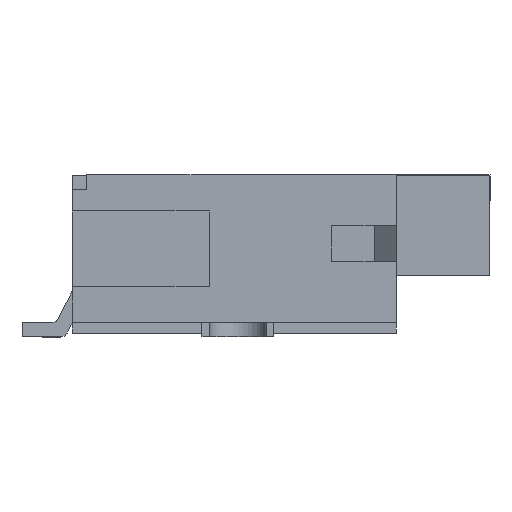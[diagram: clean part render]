
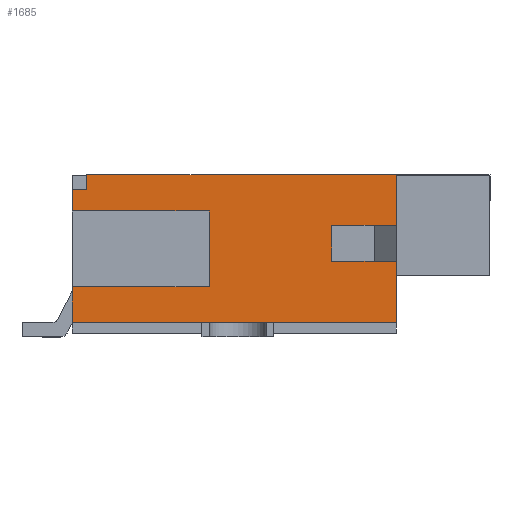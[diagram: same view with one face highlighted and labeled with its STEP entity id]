
A CAD part, left-side view. The second image highlights one B-rep face of the part: STEP entity #1685.
In plain terms, the highlighted planar face has unit normal (-1, 0, 0).
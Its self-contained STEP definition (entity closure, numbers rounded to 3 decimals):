
#1685 = ADVANCED_FACE( '', ( #3198 ), #3199, .T. );
#3198 = FACE_OUTER_BOUND( '', #4661, .T. );
#3199 = PLANE( '', #4662 );
#4661 = EDGE_LOOP( '', ( #9285, #9286, #9287, #9288, #9289, #9290, #9291, #9292, #9293, #9294, #9295, #9296, #9297, #9298 ) );
#4662 = AXIS2_PLACEMENT_3D( '', #9299, #9300, #9301 );
#9285 = ORIENTED_EDGE( '', *, *, #12343, .T. );
#9286 = ORIENTED_EDGE( '', *, *, #11355, .T. );
#9287 = ORIENTED_EDGE( '', *, *, #12243, .T. );
#9288 = ORIENTED_EDGE( '', *, *, #12344, .F. );
#9289 = ORIENTED_EDGE( '', *, *, #11953, .T. );
#9290 = ORIENTED_EDGE( '', *, *, #12314, .T. );
#9291 = ORIENTED_EDGE( '', *, *, #12240, .T. );
#9292 = ORIENTED_EDGE( '', *, *, #10636, .F. );
#9293 = ORIENTED_EDGE( '', *, *, #12345, .T. );
#9294 = ORIENTED_EDGE( '', *, *, #10881, .T. );
#9295 = ORIENTED_EDGE( '', *, *, #12346, .T. );
#9296 = ORIENTED_EDGE( '', *, *, #11636, .T. );
#9297 = ORIENTED_EDGE( '', *, *, #11850, .T. );
#9298 = ORIENTED_EDGE( '', *, *, #10895, .T. );
#9299 = CARTESIAN_POINT( '', ( -9.55, 0., 0. ) );
#9300 = DIRECTION( '', ( -1., 0., 0. ) );
#9301 = DIRECTION( '', ( 0., 0., 1. ) );
#10636 = EDGE_CURVE( '', #13161, #13148, #13163, .T. );
#10881 = EDGE_CURVE( '', #13577, #13575, #13578, .T. );
#10895 = EDGE_CURVE( '', #13598, #13596, #13599, .T. );
#11355 = EDGE_CURVE( '', #14326, #14331, #14333, .T. );
#11636 = EDGE_CURVE( '', #14750, #14748, #14751, .T. );
#11850 = EDGE_CURVE( '', #14748, #13598, #15052, .T. );
#11953 = EDGE_CURVE( '', #15200, #15202, #15204, .T. );
#12240 = EDGE_CURVE( '', #15552, #13148, #15553, .T. );
#12243 = EDGE_CURVE( '', #14331, #15555, #15557, .T. );
#12314 = EDGE_CURVE( '', #15202, #15552, #15636, .T. );
#12343 = EDGE_CURVE( '', #13596, #14326, #15667, .T. );
#12344 = EDGE_CURVE( '', #15200, #15555, #15668, .T. );
#12345 = EDGE_CURVE( '', #13161, #13577, #15669, .T. );
#12346 = EDGE_CURVE( '', #13575, #14750, #15670, .T. );
#13148 = VERTEX_POINT( '', #16718 );
#13161 = VERTEX_POINT( '', #16737 );
#13163 = LINE( '', #16740, #16741 );
#13575 = VERTEX_POINT( '', #17335 );
#13577 = VERTEX_POINT( '', #17338 );
#13578 = LINE( '', #17339, #17340 );
#13596 = VERTEX_POINT( '', #17366 );
#13598 = VERTEX_POINT( '', #17369 );
#13599 = LINE( '', #17370, #17371 );
#14326 = VERTEX_POINT( '', #18443 );
#14331 = VERTEX_POINT( '', #18450 );
#14333 = LINE( '', #18453, #18454 );
#14748 = VERTEX_POINT( '', #19077 );
#14750 = VERTEX_POINT( '', #19080 );
#14751 = LINE( '', #19081, #19082 );
#15052 = LINE( '', #19550, #19551 );
#15200 = VERTEX_POINT( '', #19788 );
#15202 = VERTEX_POINT( '', #19791 );
#15204 = LINE( '', #19794, #19795 );
#15552 = VERTEX_POINT( '', #20343 );
#15553 = LINE( '', #20344, #20345 );
#15555 = VERTEX_POINT( '', #20348 );
#15557 = LINE( '', #20351, #20352 );
#15636 = LINE( '', #20465, #20466 );
#15667 = LINE( '', #20508, #20509 );
#15668 = LINE( '', #20510, #20511 );
#15669 = LINE( '', #20512, #20513 );
#15670 = LINE( '', #20514, #20515 );
#16718 = CARTESIAN_POINT( '', ( -9.55, 2.25, -0.95 ) );
#16737 = CARTESIAN_POINT( '', ( -9.55, -2.25, -0.95 ) );
#16740 = CARTESIAN_POINT( '', ( -9.55, -2.25, -0.95 ) );
#16741 = VECTOR( '', #21188, 1000. );
#17335 = CARTESIAN_POINT( '', ( -9.55, -1.35, -0.1 ) );
#17338 = CARTESIAN_POINT( '', ( -9.55, -2.25, -0.1 ) );
#17339 = CARTESIAN_POINT( '', ( -9.55, -2.25, -0.1 ) );
#17340 = VECTOR( '', #21411, 1000. );
#17366 = CARTESIAN_POINT( '', ( -9.55, 2.05, 1.1 ) );
#17369 = CARTESIAN_POINT( '', ( -9.55, -2.25, 1.1 ) );
#17370 = CARTESIAN_POINT( '', ( -9.55, -2.25, 1.1 ) );
#17371 = VECTOR( '', #21424, 1000. );
#18443 = CARTESIAN_POINT( '', ( -9.55, 2.05, 0.9 ) );
#18450 = CARTESIAN_POINT( '', ( -9.55, 2.25, 0.9 ) );
#18453 = CARTESIAN_POINT( '', ( -9.55, 0., 0.9 ) );
#18454 = VECTOR( '', #21842, 1000. );
#19077 = CARTESIAN_POINT( '', ( -9.55, -2.25, 0.4 ) );
#19080 = CARTESIAN_POINT( '', ( -9.55, -1.35, 0.4 ) );
#19081 = CARTESIAN_POINT( '', ( -9.55, -1.35, 0.4 ) );
#19082 = VECTOR( '', #22079, 1000. );
#19550 = CARTESIAN_POINT( '', ( -9.55, -2.25, -1.1 ) );
#19551 = VECTOR( '', #22265, 1000. );
#19788 = CARTESIAN_POINT( '', ( -9.55, 0.35, 0.6 ) );
#19791 = CARTESIAN_POINT( '', ( -9.55, 0.35, -0.45 ) );
#19794 = CARTESIAN_POINT( '', ( -9.55, 0.35, 0.6 ) );
#19795 = VECTOR( '', #22363, 1000. );
#20343 = CARTESIAN_POINT( '', ( -9.55, 2.25, -0.45 ) );
#20344 = CARTESIAN_POINT( '', ( -9.55, 2.25, 1.1 ) );
#20345 = VECTOR( '', #22591, 1000. );
#20348 = CARTESIAN_POINT( '', ( -9.55, 2.25, 0.6 ) );
#20351 = CARTESIAN_POINT( '', ( -9.55, 2.25, 1.1 ) );
#20352 = VECTOR( '', #22594, 1000. );
#20465 = CARTESIAN_POINT( '', ( -9.55, 0.35, -0.45 ) );
#20466 = VECTOR( '', #22647, 1000. );
#20508 = CARTESIAN_POINT( '', ( -9.55, 2.05, 0. ) );
#20509 = VECTOR( '', #22668, 1000. );
#20510 = CARTESIAN_POINT( '', ( -9.55, 0.35, 0.6 ) );
#20511 = VECTOR( '', #22669, 1000. );
#20512 = CARTESIAN_POINT( '', ( -9.55, -2.25, -1.1 ) );
#20513 = VECTOR( '', #22670, 1000. );
#20514 = CARTESIAN_POINT( '', ( -9.55, -1.35, -0.1 ) );
#20515 = VECTOR( '', #22671, 1000. );
#21188 = DIRECTION( '', ( 0., 1., 0. ) );
#21411 = DIRECTION( '', ( 0., 1., 0. ) );
#21424 = DIRECTION( '', ( 0., 1., 0. ) );
#21842 = DIRECTION( '', ( 0., 1., 0. ) );
#22079 = DIRECTION( '', ( 0., -1., 0. ) );
#22265 = DIRECTION( '', ( 0., 0., 1. ) );
#22363 = DIRECTION( '', ( 0., 0., -1. ) );
#22591 = DIRECTION( '', ( 0., 0., -1. ) );
#22594 = DIRECTION( '', ( 0., 0., -1. ) );
#22647 = DIRECTION( '', ( 0., 1., 0. ) );
#22668 = DIRECTION( '', ( 0., 0., -1. ) );
#22669 = DIRECTION( '', ( 0., 1., 0. ) );
#22670 = DIRECTION( '', ( 0., 0., 1. ) );
#22671 = DIRECTION( '', ( 0., 0., 1. ) );
